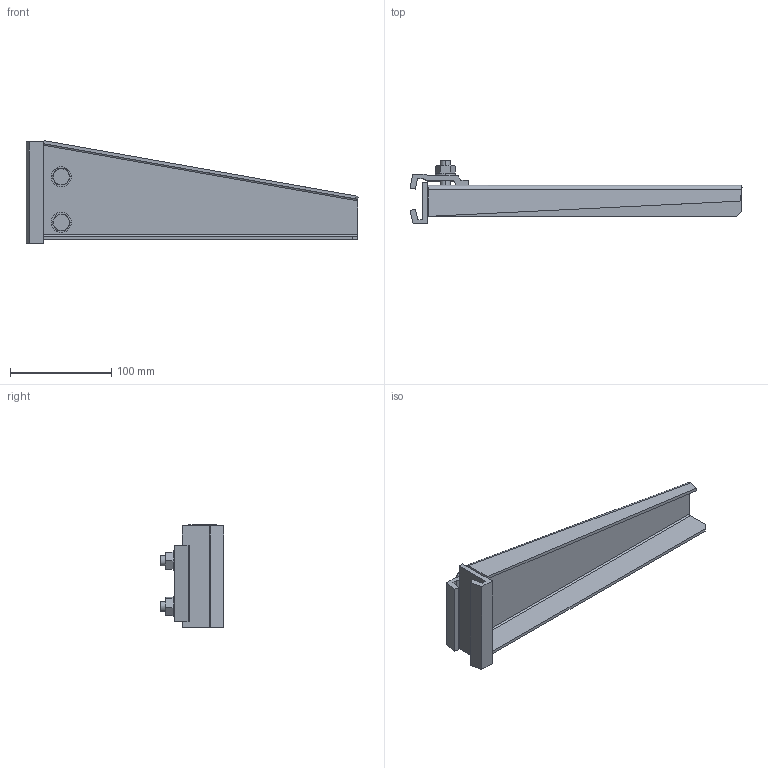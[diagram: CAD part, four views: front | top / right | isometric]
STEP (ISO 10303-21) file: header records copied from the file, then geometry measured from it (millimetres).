
FILE_DESCRIPTION((''),'2;1');
FILE_NAME('6419062_ASM','2012-08-17T',('AndreasKeweloh'),(''),'PRO/ENGINEER BY PARAMETRIC TECHNOLOGY CORPORATION, 2012130','PRO/ENGINEER BY PARAMETRIC TECHNOLOGY CORPORATION, 2012130','');
FILE_SCHEMA(('CONFIG_CONTROL_DESIGN'));
Length unit declared in the file: millimetre
Products named in the file (7): 6419062KTS_04; 6419062_04; 6419062TEIL1_100; 6419062SCHEIBE_DIN_125; 6419062_HEXAGON_NUT_ISO; 6419062_ISO_4017; 6419062_ASM
Assembly tree (11 placements, depth 2):
  6419062_ASM
    6419062KTS_04
    6419062_04
    6419062TEIL1_100
    6419062SCHEIBE_DIN_125  x4
    6419062_HEXAGON_NUT_ISO  x2
    6419062_ISO_4017  x2
Bounding box: 327.5 x 63 x 101.3 mm (x, y, z)
Volume: 174038.1 mm3; surface area: 107629.6 mm2
Topology: 11 solids, 11 shells, 465 faces, 1154 edges, 740 vertices
Faces by surface type: plane 274, extrusion 76, cylinder 61, cone 48, torus 4, bspline 2
Entity records: 14540 total; most frequent: CARTESIAN_POINT 5170, ORIENTED_EDGE 1996, DIRECTION 1647, EDGE_CURVE 998, VECTOR 771, LINE 695, VERTEX_POINT 648, AXIS2_PLACEMENT_3D 438
